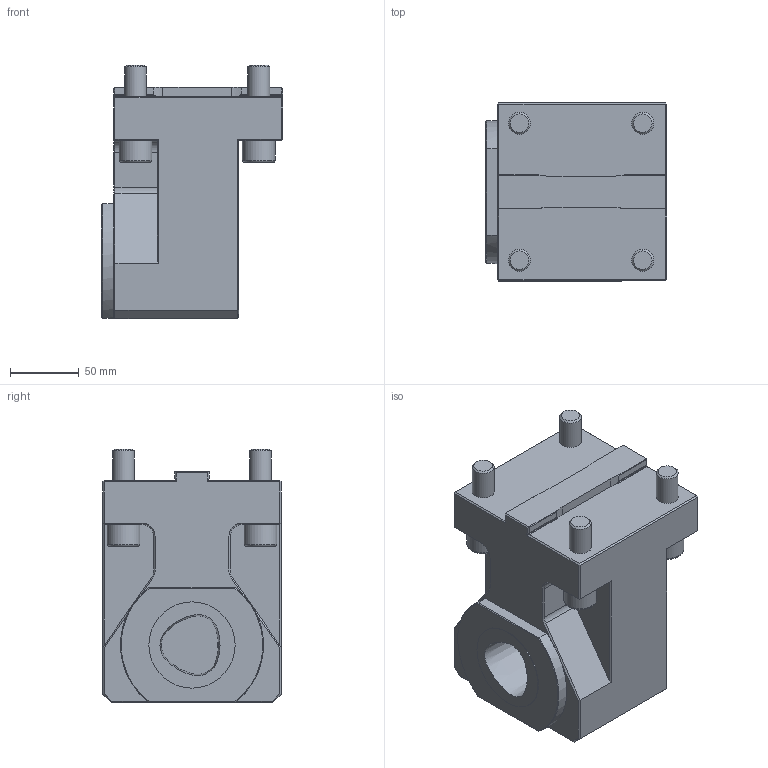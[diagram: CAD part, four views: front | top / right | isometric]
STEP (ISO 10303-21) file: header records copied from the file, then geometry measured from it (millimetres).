
FILE_DESCRIPTION(/* description */ (''),/* implementation_level */ '2;1');
FILE_NAME(/* name */ '1612449318251.stp',/* time_stamp */ '2021-02-04T20:05:34+06:00',/* author */ (''),/* organization */ ('SMS'),/* preprocessor_version */ 'ST-DEVELOPER v16.7',/* originating_system */ 'SIEMENS PLM Software NX 12.0',/* authorisation */ '');
FILE_SCHEMA (('AUTOMOTIVE_DESIGN { 1 0 10303 214 3 1 1 1 }'));
Length unit declared in the file: millimetre
Products named in the file (1): 203357561mod000_00
Bounding box: 132.5 x 130 x 185.25 mm (x, y, z)
Volume: 1987173 mm3; surface area: 126027.1 mm2
Topology: 1 solids, 1 shells, 153 faces, 357 edges, 222 vertices
Faces by surface type: plane 108, cylinder 25, cone 14, torus 4, bspline 1, sphere 1
Full cylindrical faces by diameter (mm): 4 x1, 16 x4, 24 x4, 31.5 x1, 63 x1
Entity records: 4536 total; most frequent: CARTESIAN_POINT 1121, DIRECTION 697, ORIENTED_EDGE 654, EDGE_CURVE 327, AXIS2_PLACEMENT_3D 235, LINE 227, VECTOR 227, VERTEX_POINT 210
